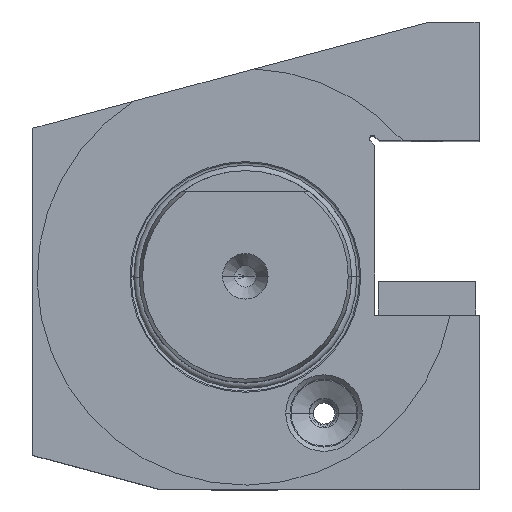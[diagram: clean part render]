
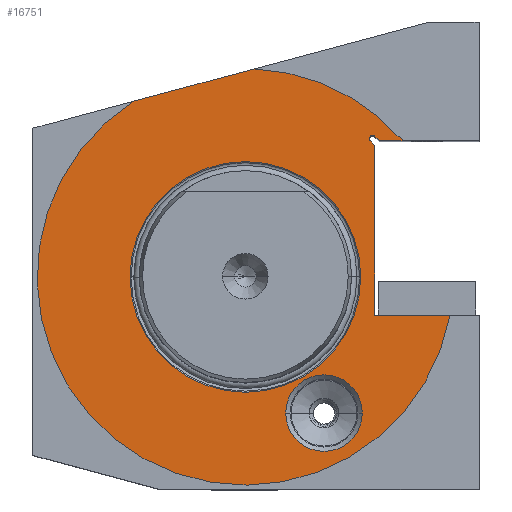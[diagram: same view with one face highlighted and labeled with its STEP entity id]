
A CAD part, top view. The second image highlights one B-rep face of the part: STEP entity #16751.
In plain terms, the highlighted planar face has unit normal (0, 0, 1).
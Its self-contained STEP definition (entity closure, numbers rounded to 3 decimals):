
#3 = VERTEX_POINT ( 'NONE', #56113 ) ;
#7 = VERTEX_POINT ( 'NONE', #56106 ) ;
#10 = VERTEX_POINT ( 'NONE', #56103 ) ;
#110 = VERTEX_POINT ( 'NONE', #1923 ) ;
#1923 = CARTESIAN_POINT ( 'NONE',  ( 30.465, 33.096, -78. ) ) ;
#12520 = CARTESIAN_POINT ( 'NONE',  ( 18.5, -32.043, -78. ) ) ;
#12560 = DIRECTION ( 'NONE',  ( 0., 0., -1. ) ) ;
#12589 = DIRECTION ( 'NONE',  ( -1., 0., 0. ) ) ;
#16242 = EDGE_CURVE ( 'NONE', #56619, #56628, #19818, .T. ) ;
#16751 = ADVANCED_FACE ( 'NONE', ( #19561, #19579, #19589 ), #26918, .F. ) ;
#19561 = FACE_BOUND ( 'NONE', #53805, .T. ) ;
#19579 = FACE_BOUND ( 'NONE', #53784, .T. ) ;
#19589 = FACE_OUTER_BOUND ( 'NONE', #53777, .T. ) ;
#19818 = CIRCLE ( 'NONE', #20549, 9. ) ;
#20231 = AXIS2_PLACEMENT_3D ( 'NONE', #42184, #42175, #42180 ) ;
#20232 = AXIS2_PLACEMENT_3D ( 'NONE', #43444, #43495, #43505 ) ;
#20256 = AXIS2_PLACEMENT_3D ( 'NONE', #36476, #36464, #36471 ) ;
#20257 = AXIS2_PLACEMENT_3D ( 'NONE', #36474, #36502, #36491 ) ;
#20281 = AXIS2_PLACEMENT_3D ( 'NONE', #36490, #36493, #36479 ) ;
#20286 = AXIS2_PLACEMENT_3D ( 'NONE', #40409, #40368, #40407 ) ;
#20311 = AXIS2_PLACEMENT_3D ( 'NONE', #36730, #36705, #36732 ) ;
#20549 = AXIS2_PLACEMENT_3D ( 'NONE', #12520, #12560, #12589 ) ;
#21016 = AXIS2_PLACEMENT_3D ( 'NONE', #26881, #26895, #26944 ) ;
#26881 = CARTESIAN_POINT ( 'NONE',  ( 0., 27.15, -78. ) ) ;
#26895 = DIRECTION ( 'NONE',  ( 0., 0., -1. ) ) ;
#26918 = PLANE ( 'NONE',  #21016 ) ;
#26944 = DIRECTION ( 'NONE',  ( -1., 0., 0. ) ) ;
#28792 = CIRCLE ( 'NONE', #20232, 0.75 ) ;
#28862 = CIRCLE ( 'NONE', #20231, 27.15 ) ;
#29048 = LINE ( 'NONE', #36965, #29119 ) ;
#29118 = LINE ( 'NONE', #36413, #29151 ) ;
#29119 = VECTOR ( 'NONE', #36943, 1000. ) ;
#29151 = VECTOR ( 'NONE', #36448, 1000. ) ;
#29152 = LINE ( 'NONE', #36456, #29196 ) ;
#29163 = CIRCLE ( 'NONE', #20256, 27.15 ) ;
#29172 = CIRCLE ( 'NONE', #20257, 49. ) ;
#29188 = CIRCLE ( 'NONE', #20281, 9. ) ;
#29196 = VECTOR ( 'NONE', #36494, 1000. ) ;
#29221 = LINE ( 'NONE', #36668, #29250 ) ;
#29232 = LINE ( 'NONE', #36706, #29236 ) ;
#29236 = VECTOR ( 'NONE', #36744, 1000. ) ;
#29250 = VECTOR ( 'NONE', #36665, 1000. ) ;
#29258 = CIRCLE ( 'NONE', #20311, 49. ) ;
#29286 = CIRCLE ( 'NONE', #20286, 0.75 ) ;
#29360 = LINE ( 'NONE', #38922, #29379 ) ;
#29379 = VECTOR ( 'NONE', #39042, 1000. ) ;
#36413 = CARTESIAN_POINT ( 'NONE',  ( 0., 32., -78. ) ) ;
#36448 = DIRECTION ( 'NONE',  ( -1., 0., 0. ) ) ;
#36456 = CARTESIAN_POINT ( 'NONE',  ( -5.312, 46.974, -78. ) ) ;
#36464 = DIRECTION ( 'NONE',  ( 0., 0., 1. ) ) ;
#36471 = DIRECTION ( 'NONE',  ( 1., 0., 0. ) ) ;
#36474 = CARTESIAN_POINT ( 'NONE',  ( 0., 0., -78. ) ) ;
#36476 = CARTESIAN_POINT ( 'NONE',  ( 0., 0., -78. ) ) ;
#36479 = DIRECTION ( 'NONE',  ( -1., 0., 0. ) ) ;
#36490 = CARTESIAN_POINT ( 'NONE',  ( 18.5, -32.043, -78. ) ) ;
#36491 = DIRECTION ( 'NONE',  ( 1., 0., 0. ) ) ;
#36493 = DIRECTION ( 'NONE',  ( 0., 0., -1. ) ) ;
#36494 = DIRECTION ( 'NONE',  ( 0.966, 0.259, 0. ) ) ;
#36502 = DIRECTION ( 'NONE',  ( 0., 0., 1. ) ) ;
#36665 = DIRECTION ( 'NONE',  ( 0.707, -0.707, 0. ) ) ;
#36668 = CARTESIAN_POINT ( 'NONE',  ( 17.145, 44.295, -78. ) ) ;
#36705 = DIRECTION ( 'NONE',  ( 0., 0., 1. ) ) ;
#36706 = CARTESIAN_POINT ( 'NONE',  ( 18.205, 45.355, -78. ) ) ;
#36730 = CARTESIAN_POINT ( 'NONE',  ( 0., 0., -78. ) ) ;
#36732 = DIRECTION ( 'NONE',  ( 1., 0., 0. ) ) ;
#36744 = DIRECTION ( 'NONE',  ( -0.707, 0.707, 0. ) ) ;
#36943 = DIRECTION ( 'NONE',  ( 1., 0., 0. ) ) ;
#36965 = CARTESIAN_POINT ( 'NONE',  ( 0., -9., -78. ) ) ;
#38922 = CARTESIAN_POINT ( 'NONE',  ( 30.5, 27.15, -78. ) ) ;
#39042 = DIRECTION ( 'NONE',  ( 0., -1., 0. ) ) ;
#40368 = DIRECTION ( 'NONE',  ( 0., 0., 1. ) ) ;
#40407 = DIRECTION ( 'NONE',  ( -1., 0., 0. ) ) ;
#40409 = CARTESIAN_POINT ( 'NONE',  ( 29.934, 32.566, -78. ) ) ;
#40805 = CARTESIAN_POINT ( 'NONE',  ( 37.108, 32., -78. ) ) ;
#40806 = CARTESIAN_POINT ( 'NONE',  ( 31.561, 32., -78. ) ) ;
#40824 = CARTESIAN_POINT ( 'NONE',  ( 30.5, 30.939, -78. ) ) ;
#40827 = CARTESIAN_POINT ( 'NONE',  ( 48.166, -9., -78. ) ) ;
#40837 = CARTESIAN_POINT ( 'NONE',  ( 29.404, 32.035, -78. ) ) ;
#40845 = CARTESIAN_POINT ( 'NONE',  ( -26.282, 41.355, -78. ) ) ;
#40859 = CARTESIAN_POINT ( 'NONE',  ( 2.083, 48.956, -78. ) ) ;
#42175 = DIRECTION ( 'NONE',  ( 0., 0., 1. ) ) ;
#42180 = DIRECTION ( 'NONE',  ( 1., 0., 0. ) ) ;
#42184 = CARTESIAN_POINT ( 'NONE',  ( 0., 0., -78. ) ) ;
#42579 = CARTESIAN_POINT ( 'NONE',  ( 30.5, -9., -78. ) ) ;
#42679 = CARTESIAN_POINT ( 'NONE',  ( 27.5, -32.043, -78. ) ) ;
#42786 = CARTESIAN_POINT ( 'NONE',  ( 9.5, -32.043, -78. ) ) ;
#43444 = CARTESIAN_POINT ( 'NONE',  ( 29.934, 32.566, -78. ) ) ;
#43495 = DIRECTION ( 'NONE',  ( 0., 0., 1. ) ) ;
#43505 = DIRECTION ( 'NONE',  ( -1., 0., 0. ) ) ;
#53777 = EDGE_LOOP ( 'NONE', ( #64017, #64037, #63977, #64002, #63993, #64019, #63995, #64012, #63998, #63989 ) ) ;
#53784 = EDGE_LOOP ( 'NONE', ( #64006, #64013 ) ) ;
#53805 = EDGE_LOOP ( 'NONE', ( #54229, #63976 ) ) ;
#54229 = ORIENTED_EDGE ( 'NONE', *, *, #16242, .T. ) ;
#54358 = VERTEX_POINT ( 'NONE', #40845 ) ;
#54359 = VERTEX_POINT ( 'NONE', #40824 ) ;
#54389 = VERTEX_POINT ( 'NONE', #40806 ) ;
#54393 = VERTEX_POINT ( 'NONE', #40805 ) ;
#54408 = VERTEX_POINT ( 'NONE', #40827 ) ;
#54410 = VERTEX_POINT ( 'NONE', #40837 ) ;
#54490 = VERTEX_POINT ( 'NONE', #40859 ) ;
#54755 = VERTEX_POINT ( 'NONE', #42579 ) ;
#56103 = CARTESIAN_POINT ( 'NONE',  ( -27.15, 0., -78. ) ) ;
#56106 = CARTESIAN_POINT ( 'NONE',  ( 29.184, 32.566, -78. ) ) ;
#56113 = CARTESIAN_POINT ( 'NONE',  ( 27.15, 0., -78. ) ) ;
#56619 = VERTEX_POINT ( 'NONE', #42679 ) ;
#56628 = VERTEX_POINT ( 'NONE', #42786 ) ;
#61533 = EDGE_CURVE ( 'NONE', #110, #7, #28792, .T. ) ;
#61574 = EDGE_CURVE ( 'NONE', #10, #3, #28862, .T. ) ;
#62078 = EDGE_CURVE ( 'NONE', #54755, #54408, #29048, .T. ) ;
#62213 = EDGE_CURVE ( 'NONE', #54393, #54389, #29118, .T. ) ;
#62232 = EDGE_CURVE ( 'NONE', #56628, #56619, #29188, .T. ) ;
#62234 = EDGE_CURVE ( 'NONE', #3, #10, #29163, .T. ) ;
#62239 = EDGE_CURVE ( 'NONE', #54358, #54408, #29172, .T. ) ;
#62255 = EDGE_CURVE ( 'NONE', #54358, #54490, #29152, .T. ) ;
#62344 = EDGE_CURVE ( 'NONE', #54410, #54359, #29221, .T. ) ;
#62372 = EDGE_CURVE ( 'NONE', #54393, #54490, #29258, .T. ) ;
#62379 = EDGE_CURVE ( 'NONE', #54389, #110, #29232, .T. ) ;
#62437 = EDGE_CURVE ( 'NONE', #7, #54410, #29286, .T. ) ;
#62512 = EDGE_CURVE ( 'NONE', #54359, #54755, #29360, .T. ) ;
#63976 = ORIENTED_EDGE ( 'NONE', *, *, #62232, .T. ) ;
#63977 = ORIENTED_EDGE ( 'NONE', *, *, #62078, .F. ) ;
#63989 = ORIENTED_EDGE ( 'NONE', *, *, #62372, .T. ) ;
#63993 = ORIENTED_EDGE ( 'NONE', *, *, #62344, .F. ) ;
#63995 = ORIENTED_EDGE ( 'NONE', *, *, #61533, .F. ) ;
#63998 = ORIENTED_EDGE ( 'NONE', *, *, #62213, .F. ) ;
#64002 = ORIENTED_EDGE ( 'NONE', *, *, #62512, .F. ) ;
#64006 = ORIENTED_EDGE ( 'NONE', *, *, #62234, .F. ) ;
#64012 = ORIENTED_EDGE ( 'NONE', *, *, #62379, .F. ) ;
#64013 = ORIENTED_EDGE ( 'NONE', *, *, #61574, .F. ) ;
#64017 = ORIENTED_EDGE ( 'NONE', *, *, #62255, .F. ) ;
#64019 = ORIENTED_EDGE ( 'NONE', *, *, #62437, .F. ) ;
#64037 = ORIENTED_EDGE ( 'NONE', *, *, #62239, .T. ) ;
